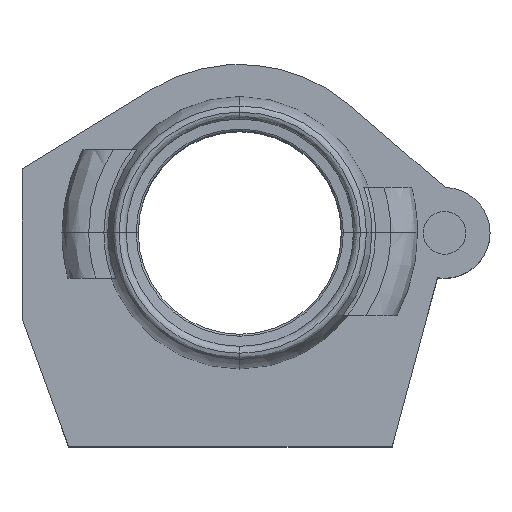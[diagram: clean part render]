
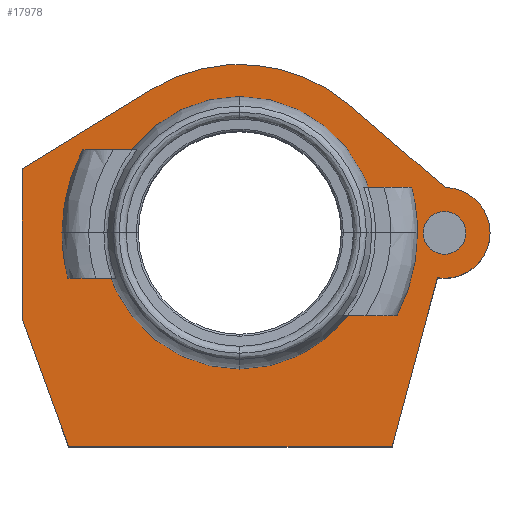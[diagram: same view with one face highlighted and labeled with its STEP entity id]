
A CAD part, top view. The second image highlights one B-rep face of the part: STEP entity #17978.
In plain terms, the highlighted planar face has unit normal (0, 0, 1).
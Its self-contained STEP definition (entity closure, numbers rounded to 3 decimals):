
#211 = VERTEX_POINT ( 'NONE', #8265 ) ;
#390 = DIRECTION ( 'NONE',  ( 1., 0., 0. ) ) ;
#793 = AXIS2_PLACEMENT_3D ( 'NONE', #8170, #16740, #14983 ) ;
#814 = VERTEX_POINT ( 'NONE', #19822 ) ;
#1440 = DIRECTION ( 'NONE',  ( -0.758, 0.652, 0. ) ) ;
#1737 = DIRECTION ( 'NONE',  ( 0., 0., 1. ) ) ;
#1828 = CARTESIAN_POINT ( 'NONE',  ( 0., 40., 15. ) ) ;
#2133 = EDGE_CURVE ( 'NONE', #19080, #21736, #18790, .T. ) ;
#2433 = DIRECTION ( 'NONE',  ( -1., 0., 0. ) ) ;
#2462 = CARTESIAN_POINT ( 'NONE',  ( -25., 40., 15. ) ) ;
#2553 = CIRCLE ( 'NONE', #793, 25. ) ;
#2745 = EDGE_CURVE ( 'NONE', #8565, #10433, #15081, .T. ) ;
#2838 = ORIENTED_EDGE ( 'NONE', *, *, #2133, .T. ) ;
#3609 = DIRECTION ( 'NONE',  ( 0., 0., -1. ) ) ;
#3906 = ORIENTED_EDGE ( 'NONE', *, *, #14545, .T. ) ;
#4207 = CARTESIAN_POINT ( 'NONE',  ( 38.3, 40., 15. ) ) ;
#4826 = AXIS2_PLACEMENT_3D ( 'NONE', #21803, #13753, #20495 ) ;
#5016 = CARTESIAN_POINT ( 'NONE',  ( 38.3, 40., 15. ) ) ;
#5173 = DIRECTION ( 'NONE',  ( 0.259, 0.966, 0. ) ) ;
#5341 = EDGE_CURVE ( 'NONE', #16673, #19080, #6202, .T. ) ;
#5547 = DIRECTION ( 'NONE',  ( 1., 0., 0. ) ) ;
#5584 = ORIENTED_EDGE ( 'NONE', *, *, #11640, .T. ) ;
#5614 = AXIS2_PLACEMENT_3D ( 'NONE', #1828, #3609, #390 ) ;
#6112 = CARTESIAN_POINT ( 'NONE',  ( 38.416, 48.499, 15. ) ) ;
#6202 = LINE ( 'NONE', #21092, #12559 ) ;
#6583 = ORIENTED_EDGE ( 'NONE', *, *, #15139, .T. ) ;
#6596 = CARTESIAN_POINT ( 'NONE',  ( -40.73, 23.985, 15. ) ) ;
#6785 = VERTEX_POINT ( 'NONE', #15060 ) ;
#7524 = DIRECTION ( 'NONE',  ( 0., 0., -1. ) ) ;
#7536 = DIRECTION ( 'NONE',  ( 0.342, -0.94, 0. ) ) ;
#7621 = EDGE_CURVE ( 'NONE', #6785, #814, #13036, .T. ) ;
#7625 = FACE_BOUND ( 'NONE', #19132, .T. ) ;
#7706 = EDGE_CURVE ( 'NONE', #21736, #19211, #19566, .T. ) ;
#7966 = CARTESIAN_POINT ( 'NONE',  ( 42.3, 40., 15. ) ) ;
#7975 = CARTESIAN_POINT ( 'NONE',  ( 46.8, 40., 15. ) ) ;
#8170 = CARTESIAN_POINT ( 'NONE',  ( 0., 40., 15. ) ) ;
#8265 = CARTESIAN_POINT ( 'NONE',  ( 34.3, 40., 15. ) ) ;
#8273 = VECTOR ( 'NONE', #1440, 1000. ) ;
#8276 = EDGE_CURVE ( 'NONE', #21308, #211, #12181, .T. ) ;
#8565 = VERTEX_POINT ( 'NONE', #2462 ) ;
#8698 = VERTEX_POINT ( 'NONE', #13577 ) ;
#8725 = ORIENTED_EDGE ( 'NONE', *, *, #7621, .T. ) ;
#8820 = EDGE_CURVE ( 'NONE', #211, #21308, #19669, .T. ) ;
#9192 = PLANE ( 'NONE',  #15840 ) ;
#9272 = VECTOR ( 'NONE', #21676, 1000. ) ;
#9485 = EDGE_CURVE ( 'NONE', #9655, #6785, #18946, .T. ) ;
#9578 = CARTESIAN_POINT ( 'NONE',  ( 25., 40., 15. ) ) ;
#9655 = VERTEX_POINT ( 'NONE', #7975 ) ;
#9662 = DIRECTION ( 'NONE',  ( -1., 0., 0. ) ) ;
#10141 = AXIS2_PLACEMENT_3D ( 'NONE', #4207, #7524, #2433 ) ;
#10433 = VERTEX_POINT ( 'NONE', #9578 ) ;
#10648 = CIRCLE ( 'NONE', #14176, 31.5 ) ;
#10705 = ORIENTED_EDGE ( 'NONE', *, *, #13228, .T. ) ;
#10751 = VECTOR ( 'NONE', #11493, 1000. ) ;
#10825 = FACE_OUTER_BOUND ( 'NONE', #17295, .T. ) ;
#11493 = DIRECTION ( 'NONE',  ( 1., 0., 0. ) ) ;
#11640 = EDGE_CURVE ( 'NONE', #19211, #8698, #17169, .T. ) ;
#11725 = CARTESIAN_POINT ( 'NONE',  ( 28.5, 0., 15. ) ) ;
#12040 = DIRECTION ( 'NONE',  ( 0., 0., 1. ) ) ;
#12107 = EDGE_LOOP ( 'NONE', ( #20018, #16468 ) ) ;
#12181 = CIRCLE ( 'NONE', #14631, 4. ) ;
#12559 = VECTOR ( 'NONE', #17888, 1000. ) ;
#13036 = LINE ( 'NONE', #6112, #8273 ) ;
#13228 = EDGE_CURVE ( 'NONE', #8698, #9655, #21157, .T. ) ;
#13577 = CARTESIAN_POINT ( 'NONE',  ( 36.969, 31.605, 15. ) ) ;
#13753 = DIRECTION ( 'NONE',  ( 0., 0., 1. ) ) ;
#13771 = CARTESIAN_POINT ( 'NONE',  ( 28.5, 0., 15. ) ) ;
#14022 = VECTOR ( 'NONE', #7536, 1000. ) ;
#14142 = CARTESIAN_POINT ( 'NONE',  ( 38.3, 40., 15. ) ) ;
#14176 = AXIS2_PLACEMENT_3D ( 'NONE', #16418, #1737, #18857 ) ;
#14545 = EDGE_CURVE ( 'NONE', #814, #18383, #10648, .T. ) ;
#14631 = AXIS2_PLACEMENT_3D ( 'NONE', #5016, #14933, #9662 ) ;
#14933 = DIRECTION ( 'NONE',  ( 0., 0., -1. ) ) ;
#14941 = LINE ( 'NONE', #20478, #9272 ) ;
#14983 = DIRECTION ( 'NONE',  ( 1., 0., 0. ) ) ;
#15060 = CARTESIAN_POINT ( 'NONE',  ( 38.416, 48.499, 15. ) ) ;
#15081 = CIRCLE ( 'NONE', #5614, 25. ) ;
#15139 = EDGE_CURVE ( 'NONE', #18383, #16673, #14941, .T. ) ;
#15633 = ORIENTED_EDGE ( 'NONE', *, *, #9485, .T. ) ;
#15687 = CARTESIAN_POINT ( 'NONE',  ( -40.73, 23.985, 15. ) ) ;
#15835 = CARTESIAN_POINT ( 'NONE',  ( -16.446, 66.866, 15. ) ) ;
#15840 = AXIS2_PLACEMENT_3D ( 'NONE', #14142, #20882, #15890 ) ;
#15850 = ORIENTED_EDGE ( 'NONE', *, *, #5341, .T. ) ;
#15890 = DIRECTION ( 'NONE',  ( 1., 0., 0. ) ) ;
#16258 = ORIENTED_EDGE ( 'NONE', *, *, #7706, .T. ) ;
#16413 = EDGE_CURVE ( 'NONE', #10433, #8565, #2553, .T. ) ;
#16418 = CARTESIAN_POINT ( 'NONE',  ( 0., 40., 15. ) ) ;
#16468 = ORIENTED_EDGE ( 'NONE', *, *, #2745, .T. ) ;
#16673 = VERTEX_POINT ( 'NONE', #17858 ) ;
#16740 = DIRECTION ( 'NONE',  ( 0., 0., -1. ) ) ;
#17169 = LINE ( 'NONE', #13771, #21269 ) ;
#17295 = EDGE_LOOP ( 'NONE', ( #8725, #3906, #6583, #15850, #2838, #16258, #5584, #10705, #15633 ) ) ;
#17439 = FACE_BOUND ( 'NONE', #12107, .T. ) ;
#17858 = CARTESIAN_POINT ( 'NONE',  ( -40.73, 52., 15. ) ) ;
#17888 = DIRECTION ( 'NONE',  ( 0., -1., 0. ) ) ;
#17978 = ADVANCED_FACE ( 'NONE', ( #10825, #17439, #7625 ), #9192, .T. ) ;
#18288 = ORIENTED_EDGE ( 'NONE', *, *, #8276, .T. ) ;
#18383 = VERTEX_POINT ( 'NONE', #15835 ) ;
#18790 = LINE ( 'NONE', #15687, #14022 ) ;
#18857 = DIRECTION ( 'NONE',  ( 1., 0., 0. ) ) ;
#18946 = CIRCLE ( 'NONE', #4826, 8.5 ) ;
#19080 = VERTEX_POINT ( 'NONE', #6596 ) ;
#19132 = EDGE_LOOP ( 'NONE', ( #21380, #18288 ) ) ;
#19211 = VERTEX_POINT ( 'NONE', #11725 ) ;
#19566 = LINE ( 'NONE', #21535, #10751 ) ;
#19669 = CIRCLE ( 'NONE', #10141, 4. ) ;
#19822 = CARTESIAN_POINT ( 'NONE',  ( 20.547, 63.876, 15. ) ) ;
#20018 = ORIENTED_EDGE ( 'NONE', *, *, #16413, .T. ) ;
#20478 = CARTESIAN_POINT ( 'NONE',  ( -16.446, 66.866, 15. ) ) ;
#20495 = DIRECTION ( 'NONE',  ( 1., 0., 0. ) ) ;
#20548 = CARTESIAN_POINT ( 'NONE',  ( 38.3, 40., 15. ) ) ;
#20882 = DIRECTION ( 'NONE',  ( 0., 0., 1. ) ) ;
#21092 = CARTESIAN_POINT ( 'NONE',  ( -40.73, 40., 15. ) ) ;
#21157 = CIRCLE ( 'NONE', #21520, 8.5 ) ;
#21175 = CARTESIAN_POINT ( 'NONE',  ( -32., 0., 15. ) ) ;
#21269 = VECTOR ( 'NONE', #5173, 1000. ) ;
#21308 = VERTEX_POINT ( 'NONE', #7966 ) ;
#21380 = ORIENTED_EDGE ( 'NONE', *, *, #8820, .T. ) ;
#21520 = AXIS2_PLACEMENT_3D ( 'NONE', #20548, #12040, #5547 ) ;
#21535 = CARTESIAN_POINT ( 'NONE',  ( 38.3, 0., 15. ) ) ;
#21676 = DIRECTION ( 'NONE',  ( -0.853, -0.522, 0. ) ) ;
#21736 = VERTEX_POINT ( 'NONE', #21175 ) ;
#21803 = CARTESIAN_POINT ( 'NONE',  ( 38.3, 40., 15. ) ) ;
